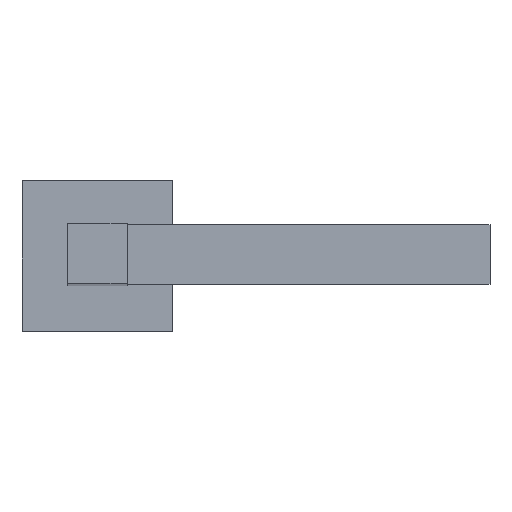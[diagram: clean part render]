
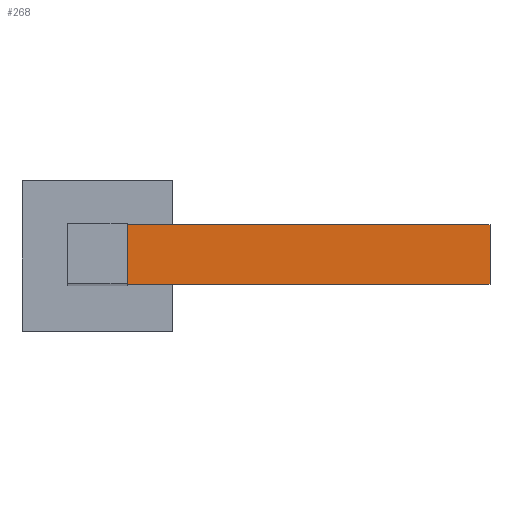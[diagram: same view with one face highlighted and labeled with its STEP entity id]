
A CAD part, top view. The second image highlights one B-rep face of the part: STEP entity #268.
In plain terms, the highlighted planar face has unit normal (0, 0, 1).
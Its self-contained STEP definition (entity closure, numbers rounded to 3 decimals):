
#18=FACE_OUTER_BOUND('',#33,.T.);
#33=EDGE_LOOP('',(#187,#188,#189,#190));
#55=LINE('',#400,#91);
#56=LINE('',#402,#92);
#57=LINE('',#404,#93);
#58=LINE('',#405,#94);
#91=VECTOR('',#326,10.);
#92=VECTOR('',#327,10.);
#93=VECTOR('',#328,10.);
#94=VECTOR('',#329,10.);
#127=VERTEX_POINT('',#398);
#128=VERTEX_POINT('',#399);
#129=VERTEX_POINT('',#401);
#130=VERTEX_POINT('',#403);
#151=EDGE_CURVE('',#127,#128,#55,.T.);
#152=EDGE_CURVE('',#127,#129,#56,.T.);
#153=EDGE_CURVE('',#130,#129,#57,.T.);
#154=EDGE_CURVE('',#128,#130,#58,.T.);
#187=ORIENTED_EDGE('',*,*,#151,.F.);
#188=ORIENTED_EDGE('',*,*,#152,.T.);
#189=ORIENTED_EDGE('',*,*,#153,.F.);
#190=ORIENTED_EDGE('',*,*,#154,.F.);
#253=PLANE('',#297);
#268=ADVANCED_FACE('',(#18),#253,.T.);
#297=AXIS2_PLACEMENT_3D('',#397,#324,#325);
#324=DIRECTION('center_axis',(0.,0.,1.));
#325=DIRECTION('ref_axis',(0.,-1.,0.));
#326=DIRECTION('',(0.,1.,0.));
#327=DIRECTION('',(1.,0.,0.));
#328=DIRECTION('',(0.,-1.,0.));
#329=DIRECTION('',(1.,0.,0.));
#397=CARTESIAN_POINT('Origin',(146.5,41.5,1357.));
#398=CARTESIAN_POINT('',(146.5,-41.5,1357.));
#399=CARTESIAN_POINT('',(146.5,41.5,1357.));
#400=CARTESIAN_POINT('',(146.5,0.5,1357.));
#401=CARTESIAN_POINT('',(652.,-41.5,1357.));
#402=CARTESIAN_POINT('',(146.5,-41.5,1357.));
#403=CARTESIAN_POINT('',(652.,41.5,1357.));
#404=CARTESIAN_POINT('',(652.,-41.5,1357.));
#405=CARTESIAN_POINT('',(146.5,41.5,1357.));
